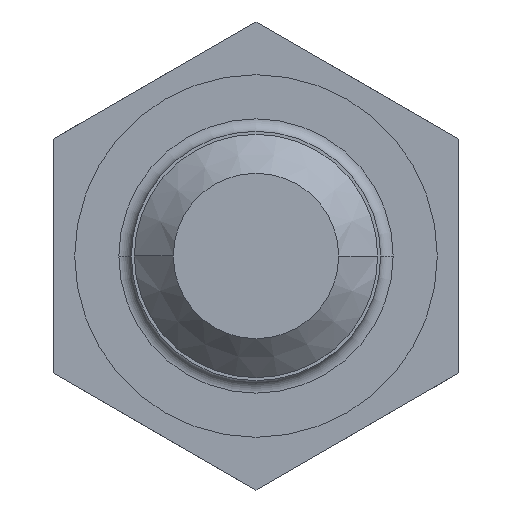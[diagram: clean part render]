
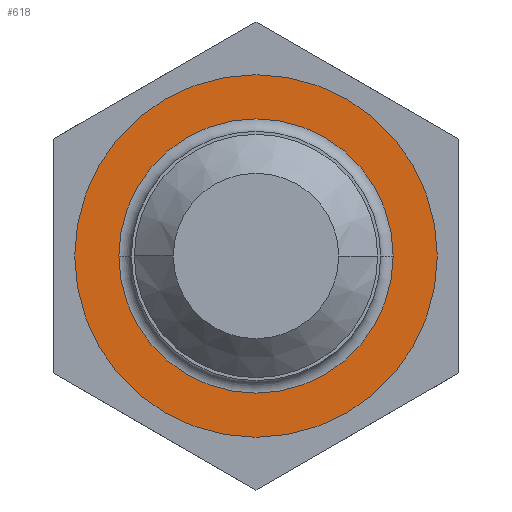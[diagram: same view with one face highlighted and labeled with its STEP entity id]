
A CAD part, left-side view. The second image highlights one B-rep face of the part: STEP entity #618.
In plain terms, the highlighted planar face has unit normal (-1, 0, 0).
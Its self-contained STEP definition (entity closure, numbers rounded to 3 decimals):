
#397=CARTESIAN_POINT('Vertex',(0.,5.815,0.)) ;
#400=CARTESIAN_POINT('Axis2P3D Location',(0.,0.,0.)) ;
#404=CARTESIAN_POINT('Vertex',(0.,-5.815,0.)) ;
#419=CARTESIAN_POINT('Axis2P3D Location',(0.,0.,0.)) ;
#591=CARTESIAN_POINT('Axis2P3D Location',(0.,0.,0.)) ;
#600=CARTESIAN_POINT('Axis2P3D Location',(0.,0.,0.)) ;
#604=CARTESIAN_POINT('Vertex',(0.,-4.4,0.)) ;
#606=CARTESIAN_POINT('Vertex',(0.,4.4,0.)) ;
#609=CARTESIAN_POINT('Axis2P3D Location',(0.,0.,0.)) ;
#401=DIRECTION('Axis2P3D Direction',(1.,0.,0.)) ;
#420=DIRECTION('Axis2P3D Direction',(1.,0.,0.)) ;
#592=DIRECTION('Axis2P3D Direction',(1.,0.,0.)) ;
#593=DIRECTION('Axis2P3D XDirection',(0.,1.,0.)) ;
#601=DIRECTION('Axis2P3D Direction',(1.,0.,0.)) ;
#610=DIRECTION('Axis2P3D Direction',(1.,0.,0.)) ;
#402=AXIS2_PLACEMENT_3D('Circle Axis2P3D',#400,#401,$) ;
#421=AXIS2_PLACEMENT_3D('Circle Axis2P3D',#419,#420,$) ;
#594=AXIS2_PLACEMENT_3D('Plane Axis2P3D',#591,#592,#593) ;
#602=AXIS2_PLACEMENT_3D('Circle Axis2P3D',#600,#601,$) ;
#611=AXIS2_PLACEMENT_3D('Circle Axis2P3D',#609,#610,$) ;
#597=ORIENTED_EDGE('',*,*,#423,.F.) ;
#598=ORIENTED_EDGE('',*,*,#406,.F.) ;
#615=ORIENTED_EDGE('',*,*,#608,.T.) ;
#616=ORIENTED_EDGE('',*,*,#613,.T.) ;
#617=FACE_BOUND('',#614,.T.) ;
#618=ADVANCED_FACE('PartBody',(#599,#617),#595,.F.) ;
#403=CIRCLE('generated circle',#402,5.815) ;
#422=CIRCLE('generated circle',#421,5.815) ;
#603=CIRCLE('generated circle',#602,4.4) ;
#612=CIRCLE('generated circle',#611,4.4) ;
#406=EDGE_CURVE('',#398,#405,#403,.T.) ;
#423=EDGE_CURVE('',#405,#398,#422,.T.) ;
#608=EDGE_CURVE('',#605,#607,#603,.T.) ;
#613=EDGE_CURVE('',#607,#605,#612,.T.) ;
#596=EDGE_LOOP('',(#597,#598)) ;
#614=EDGE_LOOP('',(#615,#616)) ;
#599=FACE_OUTER_BOUND('',#596,.T.) ;
#595=PLANE('Plane',#594) ;
#398=VERTEX_POINT('',#397) ;
#405=VERTEX_POINT('',#404) ;
#605=VERTEX_POINT('',#604) ;
#607=VERTEX_POINT('',#606) ;
